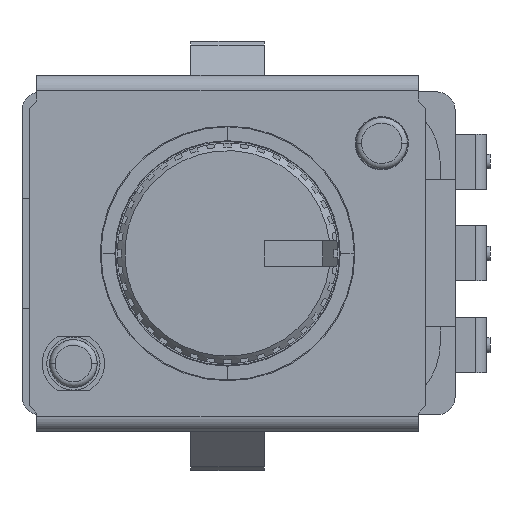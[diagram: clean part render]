
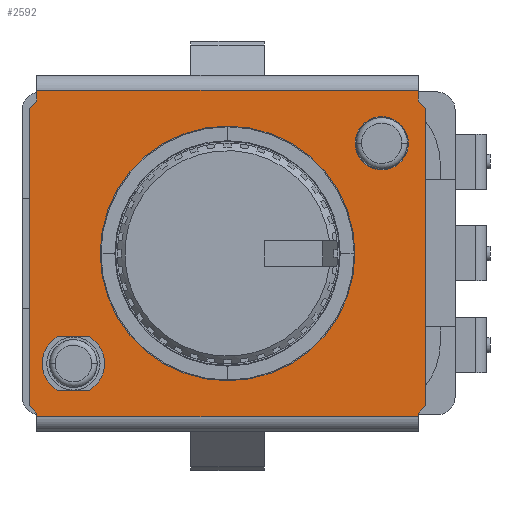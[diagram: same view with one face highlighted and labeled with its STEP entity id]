
A CAD part, front view. The second image highlights one B-rep face of the part: STEP entity #2592.
In plain terms, the highlighted planar face has unit normal (0, -1, 0).
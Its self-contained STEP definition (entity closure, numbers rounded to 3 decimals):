
#1=DIRECTION('',(0.,0.,-1.));
#2=VECTOR('',#1,0.1);
#3=CARTESIAN_POINT('',(-5.2,-0.4,-4.35));
#4=LINE('',#3,#2);
#18=DIRECTION('',(1.,0.,0.));
#19=VECTOR('',#18,10.4);
#20=CARTESIAN_POINT('',(-5.2,-0.4,-4.45));
#21=LINE('',#20,#19);
#537=DIRECTION('',(0.,0.,1.));
#538=VECTOR('',#537,0.1);
#539=CARTESIAN_POINT('',(5.2,-0.4,-4.45));
#540=LINE('',#539,#538);
#545=DIRECTION('',(-0.707,0.,0.707));
#546=VECTOR('',#545,0.283);
#547=CARTESIAN_POINT('',(-5.2,-0.4,-4.35));
#548=LINE('',#547,#546);
#549=DIRECTION('',(0.707,0.,0.707));
#550=VECTOR('',#549,0.283);
#551=CARTESIAN_POINT('',(-5.4,-0.4,3.95));
#552=LINE('',#551,#550);
#553=DIRECTION('',(0.707,0.,-0.707));
#554=VECTOR('',#553,0.283);
#555=CARTESIAN_POINT('',(5.2,-0.4,4.15));
#556=LINE('',#555,#554);
#557=DIRECTION('',(-0.707,0.,-0.707));
#558=VECTOR('',#557,0.283);
#559=CARTESIAN_POINT('',(5.4,-0.4,-4.15));
#560=LINE('',#559,#558);
#561=CARTESIAN_POINT('',(-4.2,-0.4,-3.));
#562=DIRECTION('',(0.,-1.,0.));
#563=DIRECTION('',(0.522,0.,-0.853));
#564=AXIS2_PLACEMENT_3D('',#561,#562,#563);
#566=DIRECTION('',(-1.,0.,0.));
#567=VECTOR('',#566,0.887);
#568=CARTESIAN_POINT('',(-3.756,-0.4,-2.275));
#569=LINE('',#568,#567);
#570=CARTESIAN_POINT('',(-4.2,-0.4,-3.));
#571=DIRECTION('',(0.,-1.,0.));
#572=DIRECTION('',(-0.522,0.,0.853));
#573=AXIS2_PLACEMENT_3D('',#570,#571,#572);
#575=DIRECTION('',(1.,0.,0.));
#576=VECTOR('',#575,0.887);
#577=CARTESIAN_POINT('',(-4.644,-0.4,-3.725));
#578=LINE('',#577,#576);
#579=CARTESIAN_POINT('',(4.2,-0.4,3.));
#580=DIRECTION('',(0.,-1.,0.));
#581=DIRECTION('',(0.,0.,1.));
#582=AXIS2_PLACEMENT_3D('',#579,#580,#581);
#584=CARTESIAN_POINT('',(4.2,-0.4,3.));
#585=DIRECTION('',(0.,-1.,0.));
#586=DIRECTION('',(0.,0.,-1.));
#587=AXIS2_PLACEMENT_3D('',#584,#585,#586);
#589=CARTESIAN_POINT('',(0.,-0.4,0.));
#590=DIRECTION('',(0.,-1.,0.));
#591=DIRECTION('',(0.,0.,1.));
#592=AXIS2_PLACEMENT_3D('',#589,#590,#591);
#594=CARTESIAN_POINT('',(0.,-0.4,0.));
#595=DIRECTION('',(0.,-1.,0.));
#596=DIRECTION('',(0.,0.,-1.));
#597=AXIS2_PLACEMENT_3D('',#594,#595,#596);
#1126=DIRECTION('',(0.,0.,1.));
#1127=VECTOR('',#1126,0.1);
#1128=CARTESIAN_POINT('',(5.2,-0.4,4.35));
#1129=LINE('',#1128,#1127);
#1130=DIRECTION('',(0.,0.,1.));
#1131=VECTOR('',#1130,0.2);
#1132=CARTESIAN_POINT('',(5.2,-0.4,4.15));
#1133=LINE('',#1132,#1131);
#1142=DIRECTION('',(0.,0.,1.));
#1143=VECTOR('',#1142,8.1);
#1144=CARTESIAN_POINT('',(5.4,-0.4,-4.15));
#1145=LINE('',#1144,#1143);
#1158=DIRECTION('',(-1.,0.,0.));
#1159=VECTOR('',#1158,10.4);
#1160=CARTESIAN_POINT('',(5.2,-0.4,4.45));
#1161=LINE('',#1160,#1159);
#1233=DIRECTION('',(0.,0.,-1.));
#1234=VECTOR('',#1233,0.1);
#1235=CARTESIAN_POINT('',(-5.2,-0.4,4.45));
#1236=LINE('',#1235,#1234);
#1241=DIRECTION('',(0.,0.,-1.));
#1242=VECTOR('',#1241,0.2);
#1243=CARTESIAN_POINT('',(-5.2,-0.4,4.35));
#1244=LINE('',#1243,#1242);
#1253=DIRECTION('',(0.,0.,-1.));
#1254=VECTOR('',#1253,8.1);
#1255=CARTESIAN_POINT('',(-5.4,-0.4,3.95));
#1256=LINE('',#1255,#1254);
#1310=CARTESIAN_POINT('',(-5.2,-0.4,-4.45));
#1312=VERTEX_POINT('',#1310);
#1315=CARTESIAN_POINT('',(-5.2,-0.4,-4.35));
#1316=VERTEX_POINT('',#1315);
#1321=CARTESIAN_POINT('',(5.2,-0.4,-4.45));
#1322=VERTEX_POINT('',#1321);
#1461=CARTESIAN_POINT('',(5.2,-0.4,-4.35));
#1462=VERTEX_POINT('',#1461);
#1465=CARTESIAN_POINT('',(-5.4,-0.4,-4.15));
#1466=VERTEX_POINT('',#1465);
#1467=CARTESIAN_POINT('',(-5.4,-0.4,3.95));
#1468=VERTEX_POINT('',#1467);
#1469=CARTESIAN_POINT('',(-5.2,-0.4,4.15));
#1470=VERTEX_POINT('',#1469);
#1471=CARTESIAN_POINT('',(-5.2,-0.4,4.35));
#1472=VERTEX_POINT('',#1471);
#1473=CARTESIAN_POINT('',(-5.2,-0.4,4.45));
#1474=VERTEX_POINT('',#1473);
#1475=CARTESIAN_POINT('',(5.2,-0.4,4.45));
#1476=VERTEX_POINT('',#1475);
#1477=CARTESIAN_POINT('',(5.2,-0.4,4.35));
#1478=VERTEX_POINT('',#1477);
#1479=CARTESIAN_POINT('',(5.2,-0.4,4.15));
#1480=VERTEX_POINT('',#1479);
#1481=CARTESIAN_POINT('',(5.4,-0.4,3.95));
#1482=VERTEX_POINT('',#1481);
#1483=CARTESIAN_POINT('',(5.4,-0.4,-4.15));
#1484=VERTEX_POINT('',#1483);
#1485=CARTESIAN_POINT('',(-3.756,-0.4,-3.725));
#1486=CARTESIAN_POINT('',(-3.756,-0.4,-2.275));
#1487=VERTEX_POINT('',#1485);
#1488=VERTEX_POINT('',#1486);
#1489=CARTESIAN_POINT('',(-4.644,-0.4,-2.275));
#1490=VERTEX_POINT('',#1489);
#1491=CARTESIAN_POINT('',(-4.644,-0.4,-3.725));
#1492=VERTEX_POINT('',#1491);
#1493=CARTESIAN_POINT('',(4.2,-0.4,3.725));
#1494=CARTESIAN_POINT('',(4.2,-0.4,2.275));
#1495=VERTEX_POINT('',#1493);
#1496=VERTEX_POINT('',#1494);
#1497=CARTESIAN_POINT('',(0.,-0.4,3.07));
#1498=CARTESIAN_POINT('',(0.,-0.4,-3.07));
#1499=VERTEX_POINT('',#1497);
#1500=VERTEX_POINT('',#1498);
#2538=CARTESIAN_POINT('',(0.,-0.4,0.));
#2539=DIRECTION('',(0.,1.,0.));
#2540=DIRECTION('',(1.,0.,0.));
#2541=AXIS2_PLACEMENT_3D('',#2538,#2539,#2540);
#2542=PLANE('',#2541);
#2543=ORIENTED_EDGE('',*,*,#1714,.F.);
#2544=ORIENTED_EDGE('',*,*,#1688,.F.);
#2546=ORIENTED_EDGE('',*,*,#2545,.T.);
#2548=ORIENTED_EDGE('',*,*,#2547,.F.);
#2550=ORIENTED_EDGE('',*,*,#2549,.T.);
#2552=ORIENTED_EDGE('',*,*,#2551,.F.);
#2554=ORIENTED_EDGE('',*,*,#2553,.F.);
#2556=ORIENTED_EDGE('',*,*,#2555,.F.);
#2558=ORIENTED_EDGE('',*,*,#2557,.F.);
#2560=ORIENTED_EDGE('',*,*,#2559,.F.);
#2562=ORIENTED_EDGE('',*,*,#2561,.T.);
#2564=ORIENTED_EDGE('',*,*,#2563,.F.);
#2566=ORIENTED_EDGE('',*,*,#2565,.T.);
#2567=ORIENTED_EDGE('',*,*,#2529,.F.);
#2568=EDGE_LOOP('',(#2543,#2544,#2546,#2548,#2550,#2552,#2554,#2556,#2558,#2560,
#2562,#2564,#2566,#2567));
#2569=FACE_OUTER_BOUND('',#2568,.F.);
#2571=ORIENTED_EDGE('',*,*,#2570,.T.);
#2573=ORIENTED_EDGE('',*,*,#2572,.T.);
#2575=ORIENTED_EDGE('',*,*,#2574,.T.);
#2577=ORIENTED_EDGE('',*,*,#2576,.T.);
#2578=EDGE_LOOP('',(#2571,#2573,#2575,#2577));
#2579=FACE_BOUND('',#2578,.F.);
#2581=ORIENTED_EDGE('',*,*,#2580,.T.);
#2583=ORIENTED_EDGE('',*,*,#2582,.T.);
#2584=EDGE_LOOP('',(#2581,#2583));
#2585=FACE_BOUND('',#2584,.F.);
#2587=ORIENTED_EDGE('',*,*,#2586,.T.);
#2589=ORIENTED_EDGE('',*,*,#2588,.T.);
#2590=EDGE_LOOP('',(#2587,#2589));
#2591=FACE_BOUND('',#2590,.F.);
#2592=ADVANCED_FACE('',(#2569,#2579,#2585,#2591),#2542,.F.);
#565=CIRCLE('',#564,0.85);
#574=CIRCLE('',#573,0.85);
#583=CIRCLE('',#582,0.725);
#588=CIRCLE('',#587,0.725);
#593=CIRCLE('',#592,3.07);
#598=CIRCLE('',#597,3.07);
#1688=EDGE_CURVE('',#1316,#1312,#4,.T.);
#1714=EDGE_CURVE('',#1312,#1322,#21,.T.);
#2529=EDGE_CURVE('',#1322,#1462,#540,.T.);
#2545=EDGE_CURVE('',#1316,#1466,#548,.T.);
#2547=EDGE_CURVE('',#1468,#1466,#1256,.T.);
#2549=EDGE_CURVE('',#1468,#1470,#552,.T.);
#2551=EDGE_CURVE('',#1472,#1470,#1244,.T.);
#2553=EDGE_CURVE('',#1474,#1472,#1236,.T.);
#2555=EDGE_CURVE('',#1476,#1474,#1161,.T.);
#2557=EDGE_CURVE('',#1478,#1476,#1129,.T.);
#2559=EDGE_CURVE('',#1480,#1478,#1133,.T.);
#2561=EDGE_CURVE('',#1480,#1482,#556,.T.);
#2563=EDGE_CURVE('',#1484,#1482,#1145,.T.);
#2565=EDGE_CURVE('',#1484,#1462,#560,.T.);
#2570=EDGE_CURVE('',#1487,#1488,#565,.T.);
#2572=EDGE_CURVE('',#1488,#1490,#569,.T.);
#2574=EDGE_CURVE('',#1490,#1492,#574,.T.);
#2576=EDGE_CURVE('',#1492,#1487,#578,.T.);
#2580=EDGE_CURVE('',#1495,#1496,#583,.T.);
#2582=EDGE_CURVE('',#1496,#1495,#588,.T.);
#2586=EDGE_CURVE('',#1499,#1500,#593,.T.);
#2588=EDGE_CURVE('',#1500,#1499,#598,.T.);
